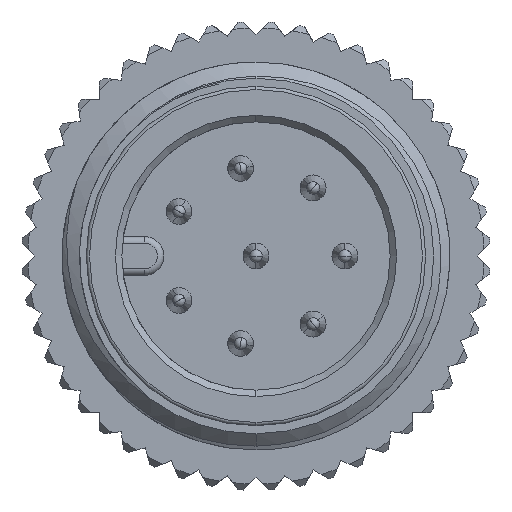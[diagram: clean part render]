
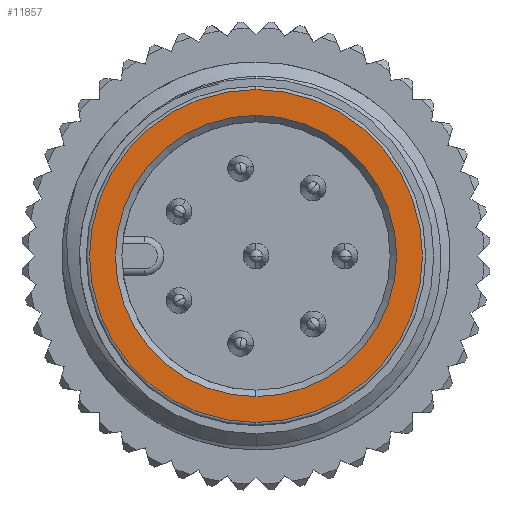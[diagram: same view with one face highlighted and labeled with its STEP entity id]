
A CAD part, left-side view. The second image highlights one B-rep face of the part: STEP entity #11857.
In plain terms, the highlighted planar face has unit normal (-1, 0, 0).
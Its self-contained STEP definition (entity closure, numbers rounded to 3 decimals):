
#265 = FACE_OUTER_BOUND ( 'NONE', #8110, .T. ) ;
#1519 = DIRECTION ( 'NONE',  ( 1., 0., 0. ) ) ;
#2466 = ORIENTED_EDGE ( 'NONE', *, *, #8656, .T. ) ;
#2535 = DIRECTION ( 'NONE',  ( 1., 0., 0. ) ) ;
#2968 = DIRECTION ( 'NONE',  ( 0., 0., -1. ) ) ;
#3163 = ORIENTED_EDGE ( 'NONE', *, *, #9653, .T. ) ;
#3456 = CARTESIAN_POINT ( 'NONE',  ( -9., 0., 4.35 ) ) ;
#3665 = CIRCLE ( 'NONE', #14872, 4.35 ) ;
#3697 = FACE_BOUND ( 'NONE', #8887, .T. ) ;
#3823 = EDGE_CURVE ( 'NONE', #3940, #11773, #8683, .T. ) ;
#3930 = AXIS2_PLACEMENT_3D ( 'NONE', #8359, #11097, #9691 ) ;
#3940 = VERTEX_POINT ( 'NONE', #8247 ) ;
#4735 = AXIS2_PLACEMENT_3D ( 'NONE', #10526, #5226, #10743 ) ;
#5226 = DIRECTION ( 'NONE',  ( -1., 0., 0. ) ) ;
#5723 = DIRECTION ( 'NONE',  ( -1., 0., 0. ) ) ;
#5848 = AXIS2_PLACEMENT_3D ( 'NONE', #10687, #5723, #2968 ) ;
#6476 = DIRECTION ( 'NONE',  ( 0., 0., -1. ) ) ;
#6540 = CIRCLE ( 'NONE', #15695, 4.35 ) ;
#6823 = CIRCLE ( 'NONE', #5848, 5.15 ) ;
#7075 = VERTEX_POINT ( 'NONE', #9900 ) ;
#8110 = EDGE_LOOP ( 'NONE', ( #2466, #13583 ) ) ;
#8247 = CARTESIAN_POINT ( 'NONE',  ( -9., 0., 5.15 ) ) ;
#8359 = CARTESIAN_POINT ( 'NONE',  ( -9., 4.15, 0. ) ) ;
#8656 = EDGE_CURVE ( 'NONE', #11773, #3940, #6823, .T. ) ;
#8683 = CIRCLE ( 'NONE', #4735, 5.15 ) ;
#8887 = EDGE_LOOP ( 'NONE', ( #3163, #14335 ) ) ;
#9427 = CARTESIAN_POINT ( 'NONE',  ( -9., 0., -5.15 ) ) ;
#9653 = EDGE_CURVE ( 'NONE', #13972, #7075, #6540, .T. ) ;
#9691 = DIRECTION ( 'NONE',  ( 0., 0., -1. ) ) ;
#9900 = CARTESIAN_POINT ( 'NONE',  ( -9., 0., -4.35 ) ) ;
#10526 = CARTESIAN_POINT ( 'NONE',  ( -9., 0., 0. ) ) ;
#10687 = CARTESIAN_POINT ( 'NONE',  ( -9., 0., 0. ) ) ;
#10743 = DIRECTION ( 'NONE',  ( 0., 0., -1. ) ) ;
#11097 = DIRECTION ( 'NONE',  ( 1., 0., 0. ) ) ;
#11773 = VERTEX_POINT ( 'NONE', #9427 ) ;
#11857 = ADVANCED_FACE ( 'NONE', ( #3697, #265 ), #16108, .F. ) ;
#12704 = EDGE_CURVE ( 'NONE', #7075, #13972, #3665, .T. ) ;
#13390 = DIRECTION ( 'NONE',  ( 0., 0., -1. ) ) ;
#13452 = CARTESIAN_POINT ( 'NONE',  ( -9., 0., 0. ) ) ;
#13583 = ORIENTED_EDGE ( 'NONE', *, *, #3823, .T. ) ;
#13972 = VERTEX_POINT ( 'NONE', #3456 ) ;
#14284 = CARTESIAN_POINT ( 'NONE',  ( -9., 0., 0. ) ) ;
#14335 = ORIENTED_EDGE ( 'NONE', *, *, #12704, .T. ) ;
#14872 = AXIS2_PLACEMENT_3D ( 'NONE', #14284, #2535, #6476 ) ;
#15695 = AXIS2_PLACEMENT_3D ( 'NONE', #13452, #1519, #13390 ) ;
#16108 = PLANE ( 'NONE',  #3930 ) ;
